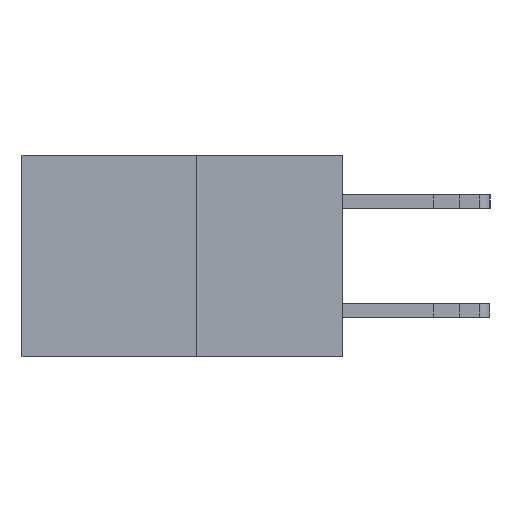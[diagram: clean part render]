
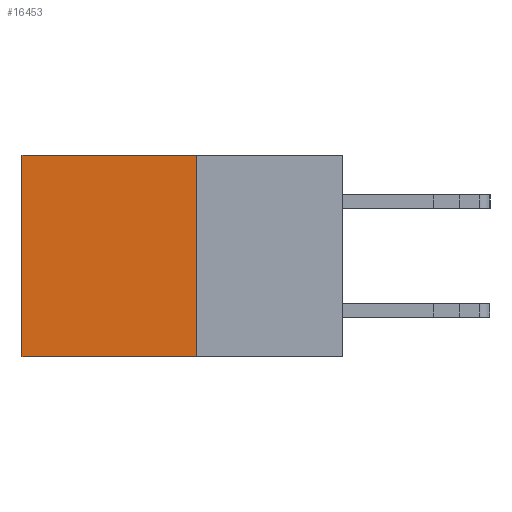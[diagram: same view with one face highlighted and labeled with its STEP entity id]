
A CAD part, left-side view. The second image highlights one B-rep face of the part: STEP entity #16453.
In plain terms, the highlighted planar face has unit normal (-1, 0, 0).
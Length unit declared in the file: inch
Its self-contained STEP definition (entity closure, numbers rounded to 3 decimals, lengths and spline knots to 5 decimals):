
#709 = LINE ( 'NONE', #21437, #9860 ) ;
#862 = ORIENTED_EDGE ( 'NONE', *, *, #9573, .T. ) ;
#3210 = CARTESIAN_POINT ( 'NONE',  ( 0.277, 0.27, -0.37 ) ) ;
#3842 = EDGE_CURVE ( 'NONE', #21602, #19739, #709, .T. ) ;
#4095 = DIRECTION ( 'NONE',  ( 0., 1., 0. ) ) ;
#4312 = ORIENTED_EDGE ( 'NONE', *, *, #17864, .F. ) ;
#4505 = CARTESIAN_POINT ( 'NONE',  ( 0.277, 0.27, -0.37 ) ) ;
#4655 = EDGE_CURVE ( 'NONE', #7450, #8047, #13146, .T. ) ;
#5045 = DIRECTION ( 'NONE',  ( 1., 0., 0. ) ) ;
#5978 = LINE ( 'NONE', #11758, #15556 ) ;
#6409 = DIRECTION ( 'NONE',  ( 0., 0., -1. ) ) ;
#6552 = VECTOR ( 'NONE', #21061, 39.37008 ) ;
#7450 = VERTEX_POINT ( 'NONE', #21010 ) ;
#8047 = VERTEX_POINT ( 'NONE', #8412 ) ;
#8412 = CARTESIAN_POINT ( 'NONE',  ( 0.277, 0.59, -0.37 ) ) ;
#9573 = EDGE_CURVE ( 'NONE', #19739, #8047, #5978, .T. ) ;
#9860 = VECTOR ( 'NONE', #18924, 39.37008 ) ;
#10547 = CARTESIAN_POINT ( 'NONE',  ( 0.277, 0.59, 0. ) ) ;
#11758 = CARTESIAN_POINT ( 'NONE',  ( 0.277, 0.59, -0.37 ) ) ;
#12221 = CARTESIAN_POINT ( 'NONE',  ( 0.277, 0.27, -0.37 ) ) ;
#12608 = VECTOR ( 'NONE', #4095, 39.37008 ) ;
#13146 = LINE ( 'NONE', #4505, #12608 ) ;
#13922 = ORIENTED_EDGE ( 'NONE', *, *, #3842, .T. ) ;
#15534 = LINE ( 'NONE', #3210, #6552 ) ;
#15556 = VECTOR ( 'NONE', #6409, 39.37008 ) ;
#15806 = PLANE ( 'NONE',  #19658 ) ;
#16453 = ADVANCED_FACE ( 'NONE', ( #17830 ), #15806, .F. ) ;
#17602 = DIRECTION ( 'NONE',  ( 0., 0., -1. ) ) ;
#17830 = FACE_OUTER_BOUND ( 'NONE', #19994, .T. ) ;
#17864 = EDGE_CURVE ( 'NONE', #21602, #7450, #15534, .T. ) ;
#18924 = DIRECTION ( 'NONE',  ( 0., 1., 0. ) ) ;
#19658 = AXIS2_PLACEMENT_3D ( 'NONE', #12221, #5045, #17602 ) ;
#19739 = VERTEX_POINT ( 'NONE', #10547 ) ;
#19994 = EDGE_LOOP ( 'NONE', ( #862, #21653, #4312, #13922 ) ) ;
#20447 = CARTESIAN_POINT ( 'NONE',  ( 0.277, 0.27, 0. ) ) ;
#21010 = CARTESIAN_POINT ( 'NONE',  ( 0.277, 0.27, -0.37 ) ) ;
#21061 = DIRECTION ( 'NONE',  ( 0., 0., -1. ) ) ;
#21437 = CARTESIAN_POINT ( 'NONE',  ( 0.277, 0.27, 0. ) ) ;
#21602 = VERTEX_POINT ( 'NONE', #20447 ) ;
#21653 = ORIENTED_EDGE ( 'NONE', *, *, #4655, .F. ) ;
